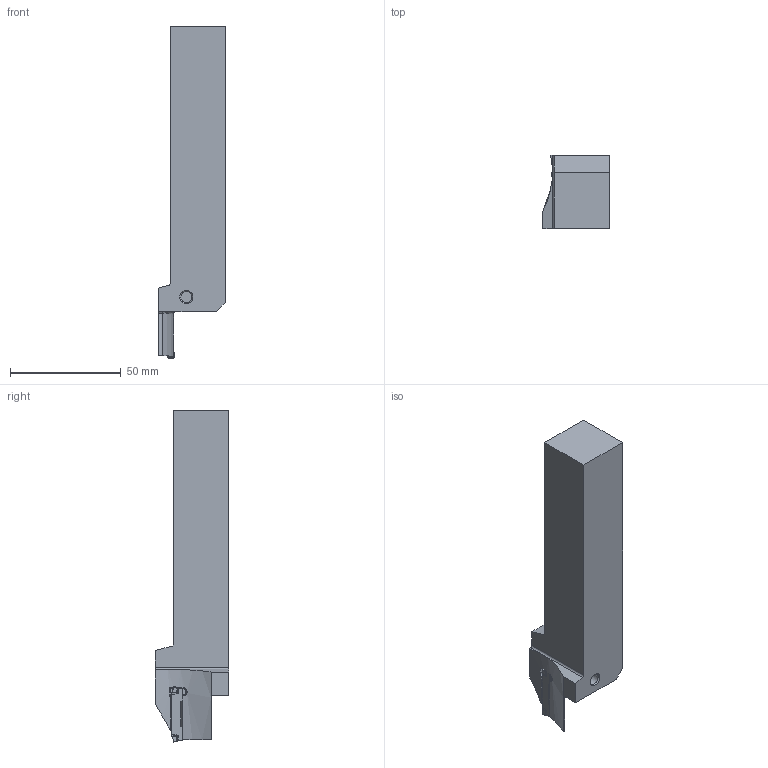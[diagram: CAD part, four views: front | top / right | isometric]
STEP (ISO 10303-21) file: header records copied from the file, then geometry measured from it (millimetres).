
FILE_DESCRIPTION(/* description */ (''),/* implementation_level */ '2;1');
FILE_NAME(/* name */ 'GL3-S2525MFR-20-L080051_204657091_SIM.stp',/* time_stamp */ '2023-03-29T10:11:03+02:00',/* author */ (''),/* organization */ (''),/* preprocessor_version */ 'ST-DEVELOPER v16.7',/* originating_system */ 'SIEMENS PLM Software NX 12.0',/* authorisation */ '');
FILE_SCHEMA (('AUTOMOTIVE_DESIGN { 1 0 10303 214 3 1 1 1 }'));
Length unit declared in the file: millimetre
Products named in the file (1): hc72360CAFB59lne
Bounding box: 30.04 x 33 x 149.99 mm (x, y, z)
Volume: 85407.1 mm3; surface area: 16479.4 mm2
Topology: 2 solids, 2 shells, 285 faces, 739 edges, 449 vertices
Faces by surface type: bspline 126, cylinder 71, plane 66, extrusion 9, sphere 6, torus 5, cone 2
Full cylindrical faces by diameter (mm): 5 x1
Entity records: 10711 total; most frequent: CARTESIAN_POINT 4944, ORIENTED_EDGE 1444, DIRECTION 843, EDGE_CURVE 722, VERTEX_POINT 445, B_SPLINE_CURVE_WITH_KNOTS 332, AXIS2_PLACEMENT_3D 315, EDGE_LOOP 289
